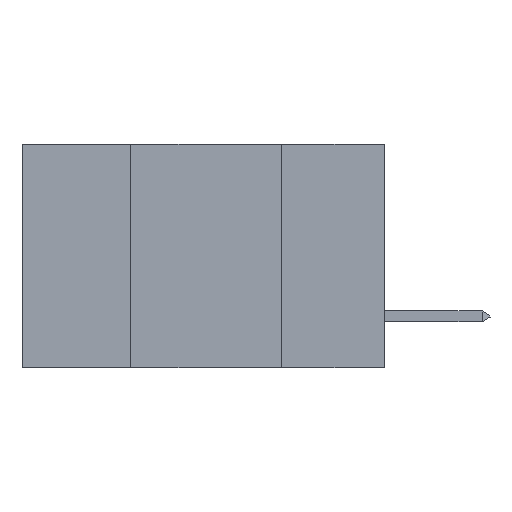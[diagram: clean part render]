
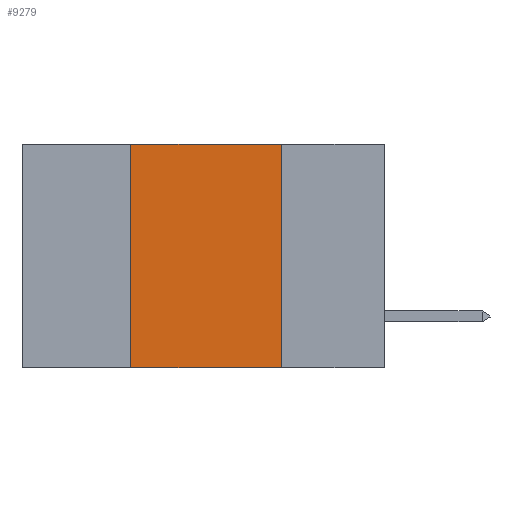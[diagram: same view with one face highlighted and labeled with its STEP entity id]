
A CAD part, left-side view. The second image highlights one B-rep face of the part: STEP entity #9279.
In plain terms, the highlighted planar face has unit normal (-1, 0, 0).
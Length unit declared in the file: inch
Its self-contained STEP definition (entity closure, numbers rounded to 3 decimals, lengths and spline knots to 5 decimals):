
#95 = VERTEX_POINT ( 'NONE', #2185 ) ;
#284 = DIRECTION ( 'NONE',  ( 0., -1., 0. ) ) ;
#956 = EDGE_CURVE ( 'NONE', #3502, #95, #1384, .T. ) ;
#1155 = DIRECTION ( 'NONE',  ( 0., 0., -1. ) ) ;
#1203 = CARTESIAN_POINT ( 'NONE',  ( 0., 0.6, 0. ) ) ;
#1384 = LINE ( 'NONE', #1518, #2730 ) ;
#1518 = CARTESIAN_POINT ( 'NONE',  ( 0., 0.17, 0. ) ) ;
#1805 = FACE_OUTER_BOUND ( 'NONE', #3936, .T. ) ;
#2185 = CARTESIAN_POINT ( 'NONE',  ( 0., 0.17, -0.37 ) ) ;
#2730 = VECTOR ( 'NONE', #10192, 39.37008 ) ;
#3502 = VERTEX_POINT ( 'NONE', #3701 ) ;
#3645 = VECTOR ( 'NONE', #8522, 39.37008 ) ;
#3660 = ORIENTED_EDGE ( 'NONE', *, *, #956, .F. ) ;
#3701 = CARTESIAN_POINT ( 'NONE',  ( 0., 0.17, 0. ) ) ;
#3936 = EDGE_LOOP ( 'NONE', ( #3660, #7857, #7489, #7807 ) ) ;
#4277 = PLANE ( 'NONE',  #5940 ) ;
#4382 = LINE ( 'NONE', #5338, #3645 ) ;
#4503 = LINE ( 'NONE', #4586, #5732 ) ;
#4586 = CARTESIAN_POINT ( 'NONE',  ( 0., 0.42, 0. ) ) ;
#4900 = VECTOR ( 'NONE', #284, 39.37008 ) ;
#5065 = CARTESIAN_POINT ( 'NONE',  ( 0., 0.6, 0. ) ) ;
#5161 = CARTESIAN_POINT ( 'NONE',  ( 0., 0.42, -0.37 ) ) ;
#5338 = CARTESIAN_POINT ( 'NONE',  ( 0., 0.6, -0.37 ) ) ;
#5465 = VERTEX_POINT ( 'NONE', #6677 ) ;
#5732 = VECTOR ( 'NONE', #7667, 39.37008 ) ;
#5862 = DIRECTION ( 'NONE',  ( 1., 0., 0. ) ) ;
#5940 = AXIS2_PLACEMENT_3D ( 'NONE', #5065, #5862, #1155 ) ;
#6677 = CARTESIAN_POINT ( 'NONE',  ( 0., 0.42, 0. ) ) ;
#7489 = ORIENTED_EDGE ( 'NONE', *, *, #9457, .F. ) ;
#7667 = DIRECTION ( 'NONE',  ( 0., 0., 1. ) ) ;
#7722 = LINE ( 'NONE', #1203, #4900 ) ;
#7807 = ORIENTED_EDGE ( 'NONE', *, *, #9106, .T. ) ;
#7857 = ORIENTED_EDGE ( 'NONE', *, *, #8250, .F. ) ;
#8250 = EDGE_CURVE ( 'NONE', #5465, #3502, #7722, .T. ) ;
#8522 = DIRECTION ( 'NONE',  ( 0., -1., 0. ) ) ;
#8999 = VERTEX_POINT ( 'NONE', #5161 ) ;
#9106 = EDGE_CURVE ( 'NONE', #8999, #95, #4382, .T. ) ;
#9279 = ADVANCED_FACE ( 'NONE', ( #1805 ), #4277, .F. ) ;
#9457 = EDGE_CURVE ( 'NONE', #8999, #5465, #4503, .T. ) ;
#10192 = DIRECTION ( 'NONE',  ( 0., 0., -1. ) ) ;
